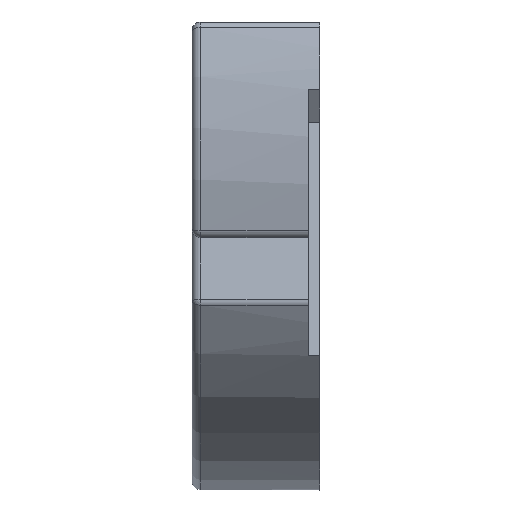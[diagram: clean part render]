
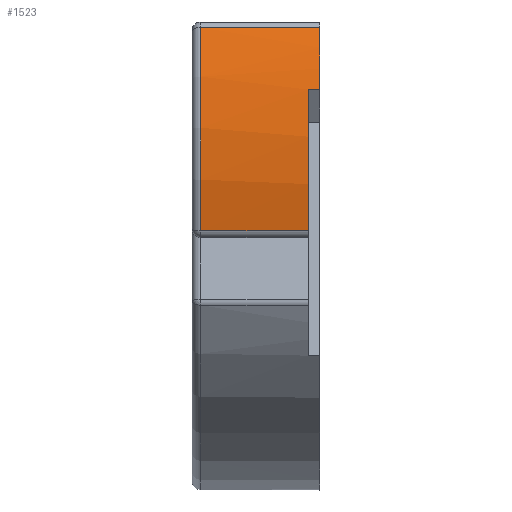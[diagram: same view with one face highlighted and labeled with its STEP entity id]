
A CAD part, left-side view. The second image highlights one B-rep face of the part: STEP entity #1523.
In plain terms, the highlighted cylindrical face has radius 115 mm (diameter 230 mm), a partial arc.
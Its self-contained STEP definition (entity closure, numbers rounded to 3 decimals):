
#106=CARTESIAN_POINT('Vertex',(-106.094,-24.,44.373)) ;
#109=CARTESIAN_POINT('Axis2P3D Location',(0.,-24.,0.)) ;
#113=CARTESIAN_POINT('Vertex',(-112.687,-24.,22.948)) ;
#773=CARTESIAN_POINT('Vertex',(-106.094,17.,44.373)) ;
#839=CARTESIAN_POINT('Vertex',(-112.106,17.,-25.635)) ;
#842=CARTESIAN_POINT('Axis2P3D Location',(0.,17.,0.)) ;
#1339=CARTESIAN_POINT('Line Origine',(-106.094,-1.959,44.373)) ;
#1479=CARTESIAN_POINT('Line Origine',(-112.687,-22.,22.948)) ;
#1483=CARTESIAN_POINT('Vertex',(-112.687,-20.,22.948)) ;
#1498=CARTESIAN_POINT('Axis2P3D Location',(0.,-22.,0.)) ;
#1503=CARTESIAN_POINT('Line Origine',(-112.106,-22.,-25.635)) ;
#1507=CARTESIAN_POINT('Vertex',(-112.106,-20.,-25.635)) ;
#1510=CARTESIAN_POINT('Axis2P3D Location',(0.,-20.,0.)) ;
#1341=VECTOR('Line Direction',#1340,1.) ;
#1481=VECTOR('Line Direction',#1480,1.) ;
#1505=VECTOR('Line Direction',#1504,1.) ;
#110=DIRECTION('Axis2P3D Direction',(0.,-1.,0.)) ;
#843=DIRECTION('Axis2P3D Direction',(0.,1.,0.)) ;
#1340=DIRECTION('Vector Direction',(0.,1.,0.)) ;
#1480=DIRECTION('Vector Direction',(0.,-1.,0.)) ;
#1499=DIRECTION('Axis2P3D Direction',(0.,-1.,0.)) ;
#1500=DIRECTION('Axis2P3D XDirection',(-0.914,0.,0.407)) ;
#1504=DIRECTION('Vector Direction',(0.,-1.,0.)) ;
#1511=DIRECTION('Axis2P3D Direction',(0.,-1.,0.)) ;
#111=AXIS2_PLACEMENT_3D('Circle Axis2P3D',#109,#110,$) ;
#844=AXIS2_PLACEMENT_3D('Circle Axis2P3D',#842,#843,$) ;
#1501=AXIS2_PLACEMENT_3D('Cylinder Axis2P3D',#1498,#1499,#1500) ;
#1512=AXIS2_PLACEMENT_3D('Circle Axis2P3D',#1510,#1511,$) ;
#1342=LINE('Line',#1339,#1341) ;
#1482=LINE('Line',#1479,#1481) ;
#1506=LINE('Line',#1503,#1505) ;
#112=CIRCLE('generated circle',#111,115.) ;
#845=CIRCLE('generated circle',#844,115.) ;
#1513=CIRCLE('generated circle',#1512,115.) ;
#1502=CYLINDRICAL_SURFACE('generated cylinder',#1501,115.) ;
#115=EDGE_CURVE('',#107,#114,#112,.T.) ;
#846=EDGE_CURVE('',#840,#774,#845,.T.) ;
#1343=EDGE_CURVE('',#774,#107,#1342,.F.) ;
#1485=EDGE_CURVE('',#1484,#114,#1482,.T.) ;
#1509=EDGE_CURVE('',#840,#1508,#1506,.T.) ;
#1514=EDGE_CURVE('',#1508,#1484,#1513,.F.) ;
#1516=ORIENTED_EDGE('',*,*,#1509,.T.) ;
#1517=ORIENTED_EDGE('',*,*,#1514,.T.) ;
#1518=ORIENTED_EDGE('',*,*,#1485,.T.) ;
#1519=ORIENTED_EDGE('',*,*,#115,.F.) ;
#1520=ORIENTED_EDGE('',*,*,#1343,.F.) ;
#1521=ORIENTED_EDGE('',*,*,#846,.F.) ;
#1515=EDGE_LOOP('',(#1516,#1517,#1518,#1519,#1520,#1521)) ;
#107=VERTEX_POINT('',#106) ;
#114=VERTEX_POINT('',#113) ;
#774=VERTEX_POINT('',#773) ;
#840=VERTEX_POINT('',#839) ;
#1484=VERTEX_POINT('',#1483) ;
#1508=VERTEX_POINT('',#1507) ;
#1523=ADVANCED_FACE('Corps principal',(#1522),#1502,.T.) ;
#1522=FACE_OUTER_BOUND('',#1515,.T.) ;
